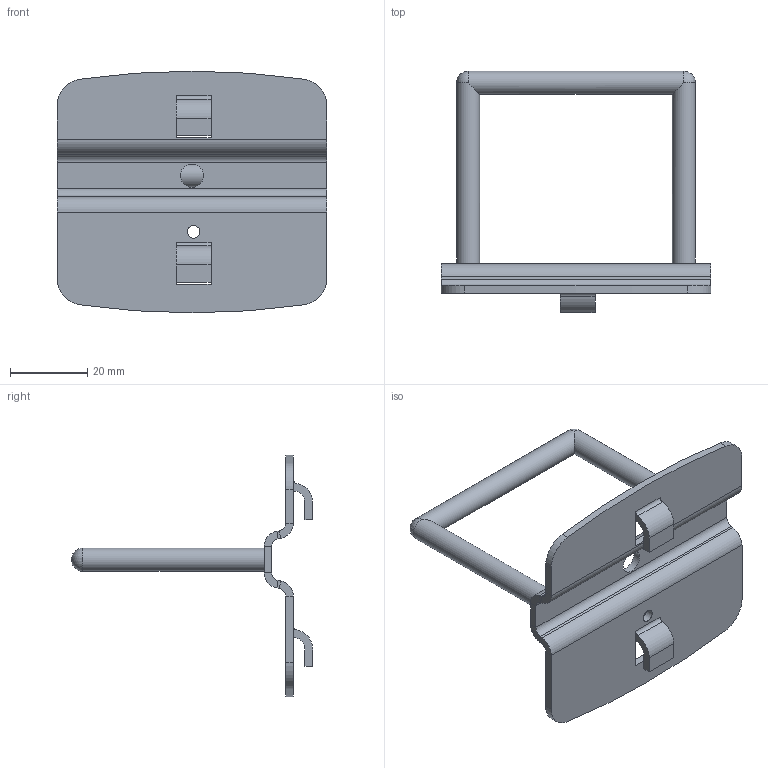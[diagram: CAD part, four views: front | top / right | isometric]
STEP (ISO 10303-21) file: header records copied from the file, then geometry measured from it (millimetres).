
FILE_DESCRIPTION((''),'2;1');
FILE_NAME('86508.stp','2020-12-16T14:42:18',('arma03'),(''),'Autodesk Inventor 2013','Autodesk Inventor 2013','');
FILE_SCHEMA(('AUTOMOTIVE_DESIGN { 1 0 10303 214 1 1 1 1 }'));
Length unit declared in the file: millimetre
Products named in the file (1): 86508
Bounding box: 70 x 62.59 x 62.67 mm (x, y, z)
Volume: 13528.4 mm3; surface area: 12842.5 mm2
Topology: 1 solids, 1 shells, 75 faces, 181 edges, 104 vertices
Faces by surface type: plane 46, cylinder 27, sphere 2
Full cylindrical faces by diameter (mm): 3.242 x1, 6 x4
Entity records: 2114 total; most frequent: DIRECTION 378, CARTESIAN_POINT 348, ORIENTED_EDGE 340, EDGE_CURVE 170, AXIS2_PLACEMENT_3D 132, VECTOR 114, LINE 114, VERTEX_POINT 102
